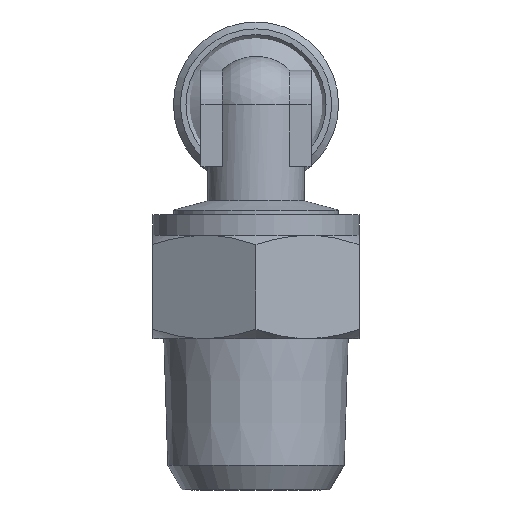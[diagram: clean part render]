
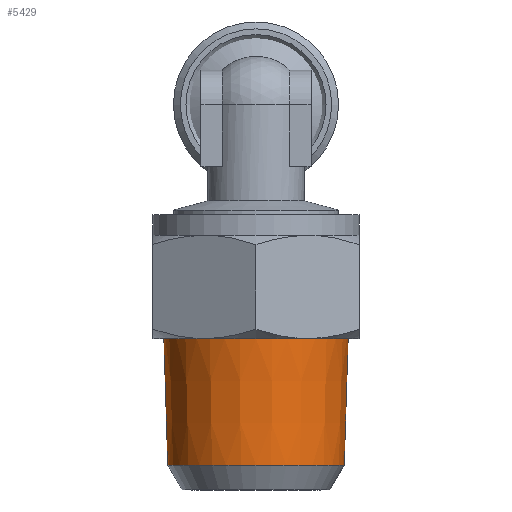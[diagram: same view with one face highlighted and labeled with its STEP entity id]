
A CAD part, left-side view. The second image highlights one B-rep face of the part: STEP entity #5429.
In plain terms, the highlighted conical face has half-angle 1.79 degrees and reference radius 6.694 mm.
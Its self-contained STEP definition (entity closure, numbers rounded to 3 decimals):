
#2196=ORIENTED_EDGE('',*,*,#2598,.F.);
#2197=ORIENTED_EDGE('',*,*,#2599,.F.);
#2343=CIRCLE('',#5260,6.407);
#2344=CIRCLE('',#5261,6.694);
#2447=VERTEX_POINT('',#5016);
#2448=VERTEX_POINT('',#5018);
#2598=EDGE_CURVE('',#2447,#2447,#2343,.T.);
#2599=EDGE_CURVE('',#2448,#2448,#2344,.T.);
#2740=EDGE_LOOP('',(#2196));
#2741=EDGE_LOOP('',(#2197));
#2869=FACE_BOUND('',#2740,.T.);
#2870=FACE_BOUND('',#2741,.T.);
#3225=DIRECTION('',(0.,1.,0.));
#3226=DIRECTION('',(0.,0.,1.));
#3227=DIRECTION('',(0.,-1.,0.));
#3228=DIRECTION('',(0.,0.,6.407));
#3229=DIRECTION('',(0.,1.,0.));
#3230=DIRECTION('',(0.,0.,-6.694));
#5015=CARTESIAN_POINT('',(0.,11.,0.));
#5016=CARTESIAN_POINT('',(0.,1.8,6.407));
#5017=CARTESIAN_POINT('',(0.,1.8,0.));
#5018=CARTESIAN_POINT('',(0.,11.,-6.694));
#5019=CARTESIAN_POINT('',(0.,11.,0.));
#5259=AXIS2_PLACEMENT_3D('',#5015,#3225,#3226);
#5260=AXIS2_PLACEMENT_3D('',#5017,#3227,#3228);
#5261=AXIS2_PLACEMENT_3D('',#5019,#3229,#3230);
#5350=CONICAL_SURFACE('',#5259,6.694,1.79);
#5429=ADVANCED_FACE('',(#2869,#2870),#5350,.T.);
